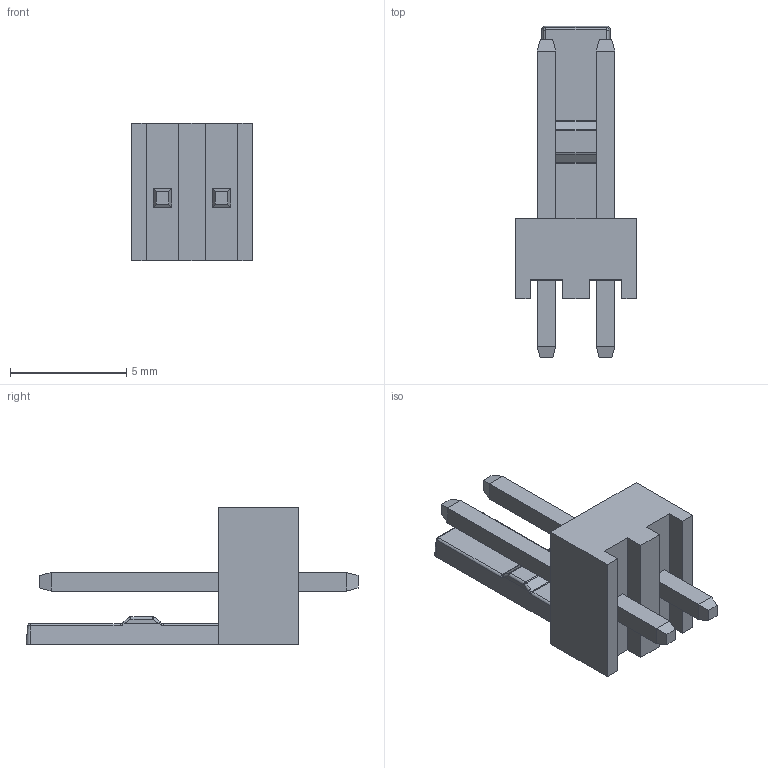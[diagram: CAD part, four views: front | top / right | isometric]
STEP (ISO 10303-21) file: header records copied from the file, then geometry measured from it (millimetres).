
FILE_DESCRIPTION (( 'STEP AP214' ), '1' );
FILE_NAME ('User Library-WF-2.STEP', '2019-06-18T17:23:34', ( '' ), ( '' ), 'SwSTEP 2.0', 'SolidWorks 2019', '' );
FILE_SCHEMA (( 'AUTOMOTIVE_DESIGN' ));
Length unit declared in the file: millimetre
Products named in the file (1): User Library-WF-2
Bounding box: 5.2 x 14.28 x 5.9 mm (x, y, z)
Volume: 128.8 mm3; surface area: 284.6 mm2
Topology: 1 solids, 1 shells, 99 faces, 231 edges, 138 vertices
Faces by surface type: plane 68, cylinder 19, bspline 4, sphere 4, cone 2, torus 2
Entity records: 3884 total; most frequent: CARTESIAN_POINT 561, ORIENTED_EDGE 462, DIRECTION 439, EDGE_CURVE 231, VECTOR 183, LINE 183, VERTEX_POINT 138, AXIS2_PLACEMENT_3D 128
